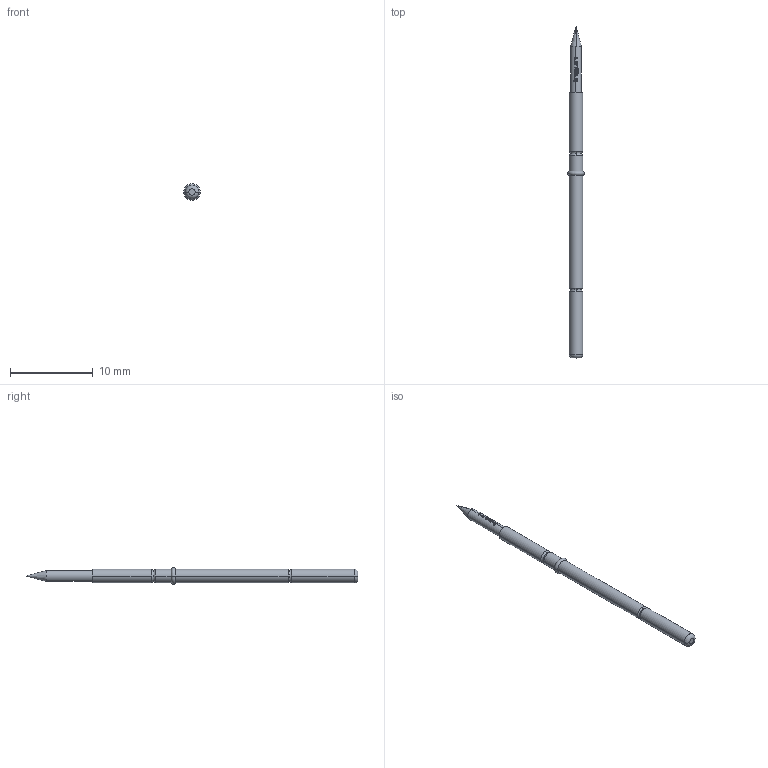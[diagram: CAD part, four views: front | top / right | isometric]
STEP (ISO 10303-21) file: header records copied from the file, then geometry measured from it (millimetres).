
FILE_DESCRIPTION (( 'STEP AP203' ), '1' );
FILE_NAME ('INGUN_GKS-912_201_130_A_xx10.STEP', '2021-09-27T11:58:30', ( 'ochi' ), ( '' ), 'SwSTEP 2.0', 'SolidWorks 2018', '' );
FILE_SCHEMA (( 'CONFIG_CONTROL_DESIGN' ));
Length unit declared in the file: millimetre
Products named in the file (1): INGUN_GKS-912_201_130_A_xx10
Bounding box: 2 x 40 x 2 mm (x, y, z)
Volume: 76.8 mm3; surface area: 197.7 mm2
Topology: 1 solids, 1 shells, 107 faces, 300 edges, 195 vertices
Faces by surface type: plane 42, cylinder 29, bspline 22, torus 12, cone 2
Entity records: 4475 total; most frequent: CARTESIAN_POINT 2119, ORIENTED_EDGE 596, EDGE_CURVE 298, DIRECTION 294, B_SPLINE_CURVE_WITH_KNOTS 222, VERTEX_POINT 195, AXIS2_PLACEMENT_3D 132, EDGE_LOOP 109
